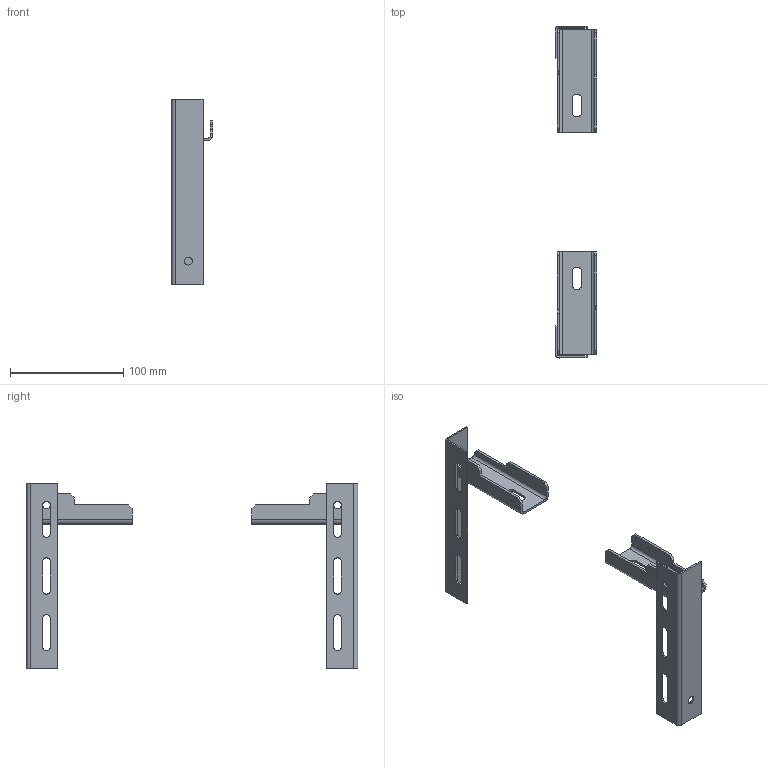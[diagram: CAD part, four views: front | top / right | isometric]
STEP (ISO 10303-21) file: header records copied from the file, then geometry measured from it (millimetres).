
FILE_DESCRIPTION(/* description */ (''),/* implementation_level */ '2;1');
FILE_NAME(/* name */ '48497.prt.stp',/* time_stamp */ '2017-07-21T12:11:35+02:00',/* author */ (''),/* organization */ (''),/* preprocessor_version */ 'ST-DEVELOPER v15',/* originating_system */ 'SIEMENS PLM Software NX 9.0',/* authorisation */ '');
FILE_SCHEMA (('CONFIG_CONTROL_DESIGN'));
Length unit declared in the file: millimetre
Products named in the file (4): 67217_stp; 67216_stp; 67215_stp; 48498_stp
Assembly tree (4 placements, depth 2):
  48498_stp
    67215_stp  x2
    67216_stp
    67217_stp
Bounding box: 36.5 x 293 x 164 mm (x, y, z)
Volume: 46517.9 mm3; surface area: 58139.8 mm2
Topology: 4 solids, 4 shells, 104 faces, 288 edges, 192 vertices
Faces by surface type: plane 72, cylinder 32
Full cylindrical faces by diameter (mm): 6.5 x2, 7 x2
Entity records: 3061 total; most frequent: CARTESIAN_POINT 469, ORIENTED_EDGE 450, DIRECTION 436, EDGE_CURVE 225, LINE 172, VECTOR 172, VERTEX_POINT 150, AXIS2_PLACEMENT_3D 132
